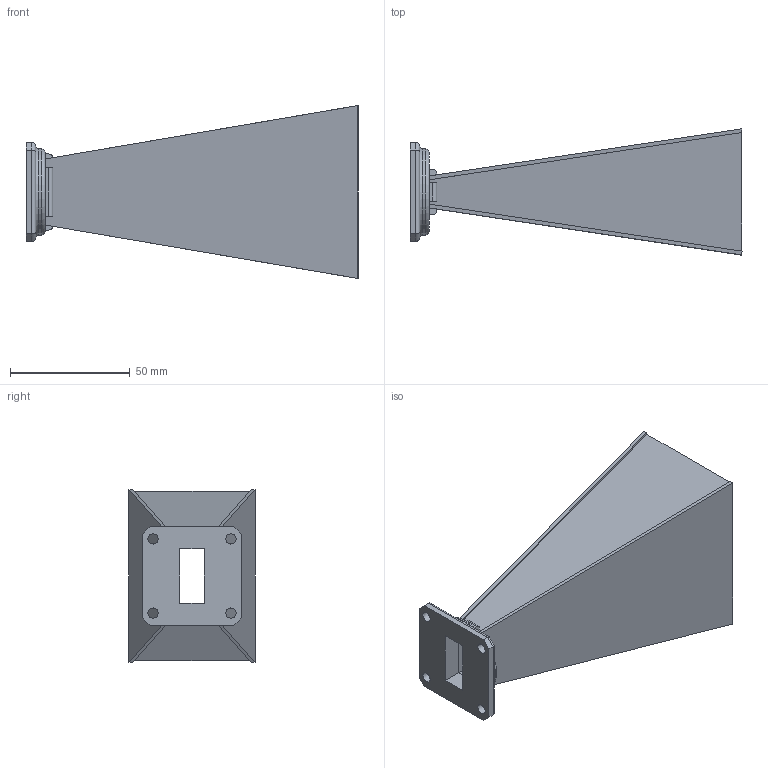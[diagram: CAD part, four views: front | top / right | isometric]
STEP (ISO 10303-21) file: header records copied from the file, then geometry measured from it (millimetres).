
FILE_DESCRIPTION (( 'STEP AP214' ), '1' );
FILE_NAME ('FM9856B-15.STEP', '2021-01-06T14:50:02', ( '' ), ( '' ), 'SwSTEP 2.0', 'SolidWorks 2018', '' );
FILE_SCHEMA (( 'AUTOMOTIVE_DESIGN' ));
Length unit declared in the file: inch
Products named in the file (1): FM9856B-15
Bounding box: 138.68 x 52.65 x 72.24 mm (x, y, z)
Volume: 42296.1 mm3; surface area: 46844.7 mm2
Topology: 1 solids, 1 shells, 72 faces, 194 edges, 125 vertices
Faces by surface type: plane 53, cylinder 17, torus 2
Full cylindrical faces by diameter (mm): 4.318 x4, 36.068 x1
Entity records: 2230 total; most frequent: CARTESIAN_POINT 407, ORIENTED_EDGE 372, DIRECTION 344, EDGE_CURVE 186, LINE 158, VECTOR 158, VERTEX_POINT 124, AXIS2_PLACEMENT_3D 93
